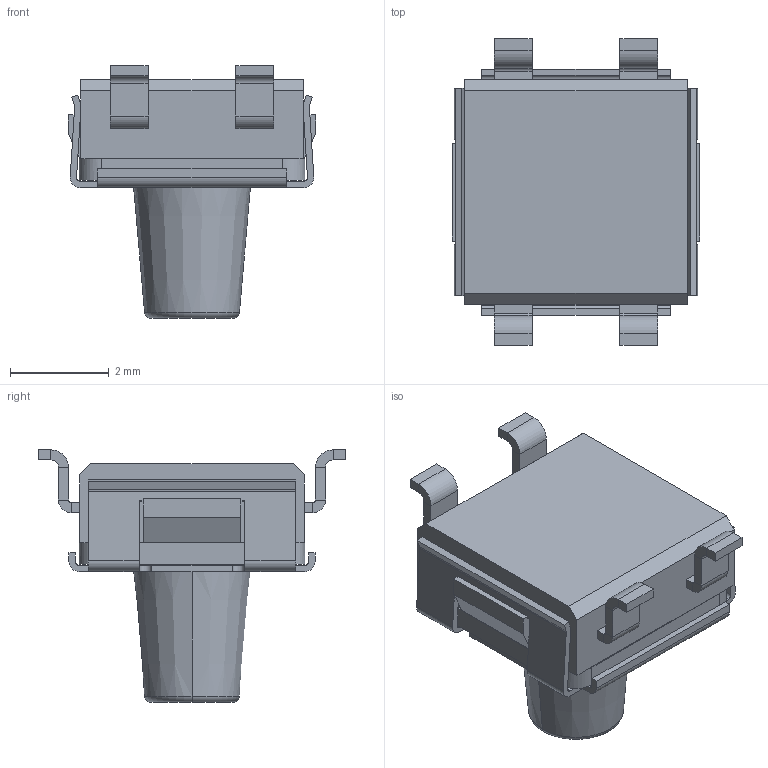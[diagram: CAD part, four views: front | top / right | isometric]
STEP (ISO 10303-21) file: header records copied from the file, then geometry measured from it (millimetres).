
FILE_DESCRIPTION((''),'2;1');
FILE_NAME('30791-40000-HOUSING','2013-05-20T',('maxm'),('Bourns, Inc.'),'PRO/ENGINEER BY PARAMETRIC TECHNOLOGY CORPORATION, 2012230','PRO/ENGINEER BY PARAMETRIC TECHNOLOGY CORPORATION, 2012230','');
FILE_SCHEMA(('CONFIG_CONTROL_DESIGN'));
Length unit declared in the file: inch
Products named in the file (1): 30791-40000-HOUSING
Bounding box: 5 x 6.2 x 5.1 mm (x, y, z)
Volume: 56.2 mm3; surface area: 177.9 mm2
Topology: 1 solids, 5 shells, 365 faces, 961 edges, 614 vertices
Faces by surface type: plane 302, cylinder 49, torus 8, cone 6
Entity records: 11101 total; most frequent: CARTESIAN_POINT 1940, ORIENTED_EDGE 1922, DIRECTION 1825, EDGE_CURVE 961, VECTOR 827, LINE 827, VERTEX_POINT 614, AXIS2_PLACEMENT_3D 499
